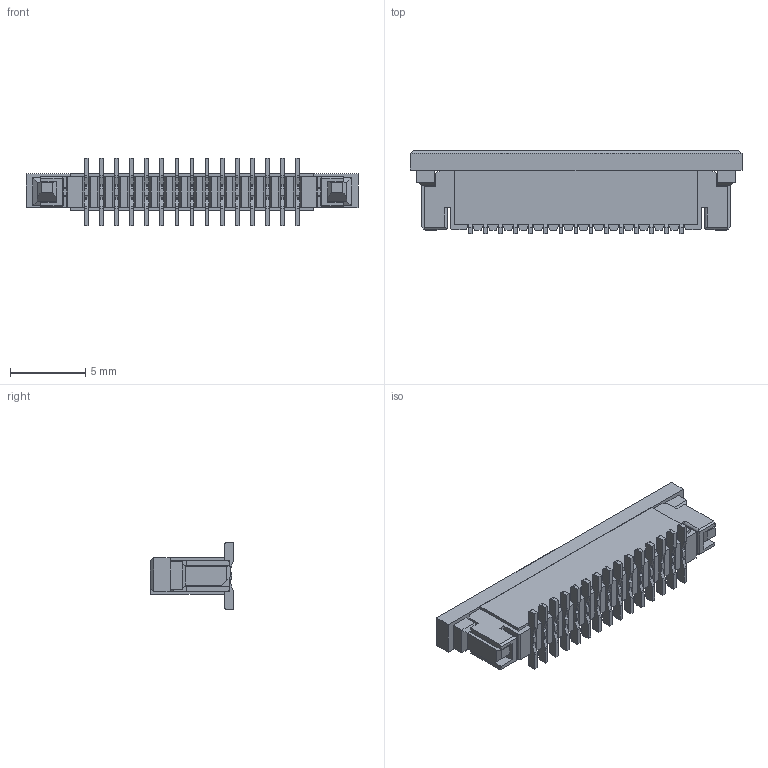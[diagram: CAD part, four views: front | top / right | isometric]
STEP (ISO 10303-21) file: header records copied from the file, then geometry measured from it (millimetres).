
FILE_DESCRIPTION(/* description */ ('STEP AP214'),/* implementation_level */ '2;1');
FILE_NAME(/* name */ 'FFC3A20-15-G',/* time_stamp */ '2023-08-01T06:36:33+02:00',/* author */ ('License CC BY-ND 4.0'),/* organization */ ('CADENAS'),/* preprocessor_version */ 'ST-DEVELOPER v19.3',/* originating_system */ 'PARTsolutions',/* authorisation */ ' ');
FILE_SCHEMA (('AUTOMOTIVE_DESIGN {1 0 10303 214 3 1 1}'));
Length unit declared in the file: millimetre
Products named in the file (4): FFC3A20-15-G; FFC3A20-15-G_P; FFC3A20-15-G_H2; FFC3A20-15-G_H1
Assembly tree (17 placements, depth 2):
  FFC3A20-15-G
    FFC3A20-15-G_P  x15
    FFC3A20-15-G_H2
    FFC3A20-15-G_H1
Bounding box: 22 x 5.5 x 4.5 mm (x, y, z)
Volume: 209.7 mm3; surface area: 1020.2 mm2
Topology: 17 solids, 17 shells, 1170 faces, 3384 edges, 2220 vertices
Faces by surface type: plane 832, cylinder 338
Entity records: 13539 total; most frequent: CARTESIAN_POINT 2408, ORIENTED_EDGE 2400, DIRECTION 2120, EDGE_CURVE 1200, LINE 1136, VECTOR 1136, VERTEX_POINT 764, AXIS2_PLACEMENT_3D 492
